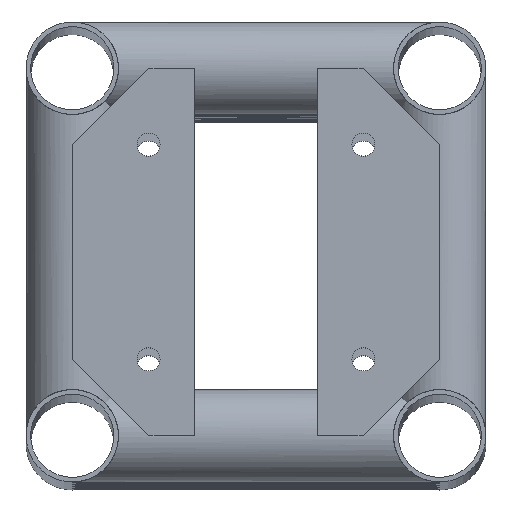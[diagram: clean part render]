
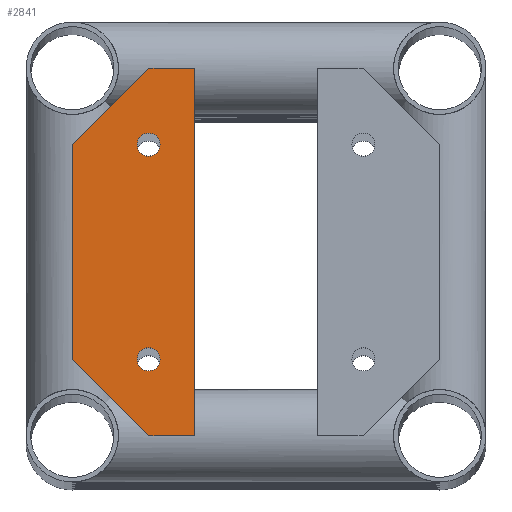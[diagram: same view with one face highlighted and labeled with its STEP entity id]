
A CAD part, top view. The second image highlights one B-rep face of the part: STEP entity #2841.
In plain terms, the highlighted face is planar.
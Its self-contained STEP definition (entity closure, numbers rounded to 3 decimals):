
#175=LINE('',#9379,#247);
#179=LINE('',#9387,#251);
#182=LINE('',#9393,#254);
#183=LINE('',#9395,#255);
#184=LINE('',#9397,#256);
#185=LINE('',#9398,#257);
#247=VECTOR('',#4221,10.);
#251=VECTOR('',#4227,10.);
#254=VECTOR('',#4232,10.);
#255=VECTOR('',#4233,10.);
#256=VECTOR('',#4234,10.);
#257=VECTOR('',#4235,10.);
#671=PLANE('',#3477);
#843=FACE_BOUND('',#1332,.T.);
#844=FACE_BOUND('',#1333,.T.);
#1009=FACE_OUTER_BOUND('',#1331,.T.);
#1331=EDGE_LOOP('',(#2393,#2394,#2395,#2396,#2397,#2398));
#1332=EDGE_LOOP('',(#2399));
#1333=EDGE_LOOP('',(#2400));
#1405=CIRCLE('',#3470,7.5);
#1407=CIRCLE('',#3473,7.5);
#1623=VERTEX_POINT('',#9367);
#1625=VERTEX_POINT('',#9372);
#1627=VERTEX_POINT('',#9377);
#1628=VERTEX_POINT('',#9378);
#1631=VERTEX_POINT('',#9386);
#1633=VERTEX_POINT('',#9392);
#1634=VERTEX_POINT('',#9394);
#1635=VERTEX_POINT('',#9396);
#1889=EDGE_CURVE('',#1623,#1623,#1405,.T.);
#1891=EDGE_CURVE('',#1625,#1625,#1407,.T.);
#1893=EDGE_CURVE('',#1627,#1628,#175,.T.);
#1897=EDGE_CURVE('',#1628,#1631,#179,.T.);
#1900=EDGE_CURVE('',#1627,#1633,#182,.T.);
#1901=EDGE_CURVE('',#1634,#1633,#183,.T.);
#1902=EDGE_CURVE('',#1634,#1635,#184,.T.);
#1903=EDGE_CURVE('',#1631,#1635,#185,.T.);
#2393=ORIENTED_EDGE('',*,*,#1893,.F.);
#2394=ORIENTED_EDGE('',*,*,#1900,.T.);
#2395=ORIENTED_EDGE('',*,*,#1901,.F.);
#2396=ORIENTED_EDGE('',*,*,#1902,.T.);
#2397=ORIENTED_EDGE('',*,*,#1903,.F.);
#2398=ORIENTED_EDGE('',*,*,#1897,.F.);
#2399=ORIENTED_EDGE('',*,*,#1889,.T.);
#2400=ORIENTED_EDGE('',*,*,#1891,.T.);
#2841=ADVANCED_FACE('',(#1009,#843,#844),#671,.T.);
#3470=AXIS2_PLACEMENT_3D('',#9368,#4209,#4210);
#3473=AXIS2_PLACEMENT_3D('',#9373,#4215,#4216);
#3477=AXIS2_PLACEMENT_3D('',#9391,#4230,#4231);
#4209=DIRECTION('center_axis',(-1.,0.,0.));
#4210=DIRECTION('ref_axis',(0.,0.,
1.));
#4215=DIRECTION('center_axis',(-1.,0.,0.));
#4216=DIRECTION('ref_axis',(0.,0.,
1.));
#4221=DIRECTION('',(0.,-0.707,-0.707));
#4227=DIRECTION('',(0.,-1.,0.));
#4230=DIRECTION('center_axis',(1.,0.,0.));
#4231=DIRECTION('ref_axis',(0.,0.,-1.));
#4232=DIRECTION('',(0.,0.,1.));
#4233=DIRECTION('',(0.,0.707,-0.707));
#4234=DIRECTION('',(0.,-1.,0.));
#4235=DIRECTION('',(0.,0.,1.));
#9367=CARTESIAN_POINT('',(5.,-9.85,42.35));
#9368=CARTESIAN_POINT('Origin',(5.,-9.85,49.85));
#9372=CARTESIAN_POINT('',(5.,-9.85,182.35));
#9373=CARTESIAN_POINT('Origin',(5.,-9.85,189.85));
#9377=CARTESIAN_POINT('',(5.,40.,50.));
#9378=CARTESIAN_POINT('',(5.,-10.,0.));
#9379=CARTESIAN_POINT('',(5.,15.,25.));
#9386=CARTESIAN_POINT('',(5.,-40.,0.));
#9387=CARTESIAN_POINT('',(5.,20.,0.));
#9391=CARTESIAN_POINT('Origin',(5.,40.,0.));
#9392=CARTESIAN_POINT('',(5.,40.,189.7));
#9393=CARTESIAN_POINT('',(5.,40.,0.));
#9394=CARTESIAN_POINT('',(5.,-10.,239.7));
#9395=CARTESIAN_POINT('',(5.,74.925,154.775));
#9396=CARTESIAN_POINT('',(5.,-40.,239.7));
#9397=CARTESIAN_POINT('',(5.,20.,239.7));
#9398=CARTESIAN_POINT('',(5.,-40.,0.));
